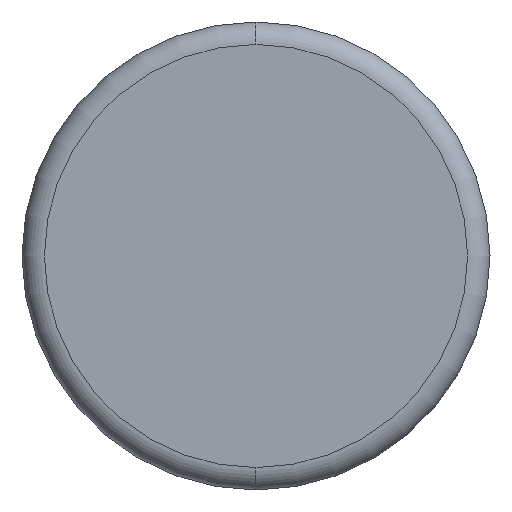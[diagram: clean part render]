
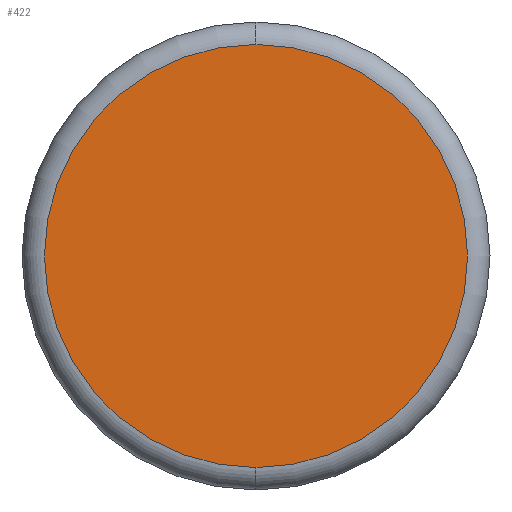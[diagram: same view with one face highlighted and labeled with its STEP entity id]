
A CAD part, front view. The second image highlights one B-rep face of the part: STEP entity #422.
In plain terms, the highlighted planar face has unit normal (0, -1, 0).
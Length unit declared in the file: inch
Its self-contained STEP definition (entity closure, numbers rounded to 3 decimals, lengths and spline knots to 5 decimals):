
#23 = CARTESIAN_POINT ( 'NONE',  ( 0., 0., 0. ) ) ;
#34 = EDGE_CURVE ( 'NONE', #241, #161, #485, .T. ) ;
#104 = DIRECTION ( 'NONE',  ( 0., 0., -1. ) ) ;
#138 = DIRECTION ( 'NONE',  ( 0., 0., -1. ) ) ;
#151 = CIRCLE ( 'NONE', #524, 0.2825 ) ;
#157 = EDGE_LOOP ( 'NONE', ( #389, #507 ) ) ;
#161 = VERTEX_POINT ( 'NONE', #229 ) ;
#182 = AXIS2_PLACEMENT_3D ( 'NONE', #361, #446, #228 ) ;
#228 = DIRECTION ( 'NONE',  ( 0., 0., -1. ) ) ;
#229 = CARTESIAN_POINT ( 'NONE',  ( 0., 0., 0.2825 ) ) ;
#241 = VERTEX_POINT ( 'NONE', #336 ) ;
#270 = PLANE ( 'NONE',  #182 ) ;
#336 = CARTESIAN_POINT ( 'NONE',  ( 0., 0., -0.2825 ) ) ;
#354 = CARTESIAN_POINT ( 'NONE',  ( 0., 0., 0. ) ) ;
#361 = CARTESIAN_POINT ( 'NONE',  ( 0., 0., 0. ) ) ;
#389 = ORIENTED_EDGE ( 'NONE', *, *, #34, .T. ) ;
#395 = DIRECTION ( 'NONE',  ( 0., -1., 0. ) ) ;
#415 = EDGE_CURVE ( 'NONE', #161, #241, #151, .T. ) ;
#422 = ADVANCED_FACE ( 'NONE', ( #484 ), #270, .T. ) ;
#446 = DIRECTION ( 'NONE',  ( 0., -1., 0. ) ) ;
#484 = FACE_OUTER_BOUND ( 'NONE', #157, .T. ) ;
#485 = CIRCLE ( 'NONE', #532, 0.2825 ) ;
#507 = ORIENTED_EDGE ( 'NONE', *, *, #415, .T. ) ;
#524 = AXIS2_PLACEMENT_3D ( 'NONE', #23, #395, #104 ) ;
#527 = DIRECTION ( 'NONE',  ( 0., -1., 0. ) ) ;
#532 = AXIS2_PLACEMENT_3D ( 'NONE', #354, #527, #138 ) ;
